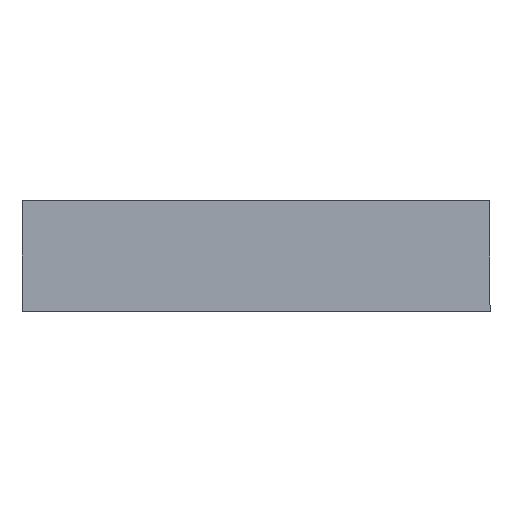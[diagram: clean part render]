
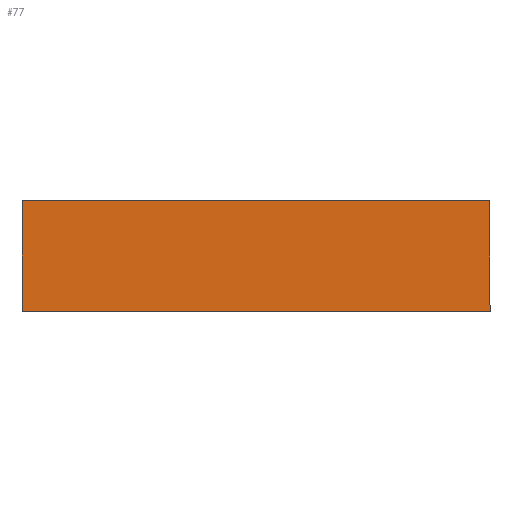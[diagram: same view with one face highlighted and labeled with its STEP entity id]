
A CAD part, left-side view. The second image highlights one B-rep face of the part: STEP entity #77.
In plain terms, the highlighted planar face has unit normal (-1, 0, 0).
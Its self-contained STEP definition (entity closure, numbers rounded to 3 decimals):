
#4 = DIRECTION ( 'NONE',  ( -1., 0., 0. ) ) ;
#14 = CARTESIAN_POINT ( 'NONE',  ( -425., 95., 22.5 ) ) ;
#16 = DIRECTION ( 'NONE',  ( 0., 1., 0. ) ) ;
#22 = DIRECTION ( 'NONE',  ( 0., 0., -1. ) ) ;
#27 = LINE ( 'NONE', #299, #275 ) ;
#28 = AXIS2_PLACEMENT_3D ( 'NONE', #332, #4, #205 ) ;
#35 = EDGE_CURVE ( 'NONE', #244, #178, #312, .T. ) ;
#40 = EDGE_LOOP ( 'NONE', ( #379, #246, #67, #148 ) ) ;
#53 = PLANE ( 'NONE',  #28 ) ;
#62 = EDGE_CURVE ( 'NONE', #251, #244, #165, .T. ) ;
#63 = FACE_OUTER_BOUND ( 'NONE', #40, .T. ) ;
#67 = ORIENTED_EDGE ( 'NONE', *, *, #135, .T. ) ;
#77 = ADVANCED_FACE ( 'NONE', ( #63 ), #53, .T. ) ;
#105 = EDGE_CURVE ( 'NONE', #178, #120, #147, .T. ) ;
#120 = VERTEX_POINT ( 'NONE', #321 ) ;
#121 = VECTOR ( 'NONE', #22, 1000. ) ;
#126 = CARTESIAN_POINT ( 'NONE',  ( -425., -95., 22.5 ) ) ;
#135 = EDGE_CURVE ( 'NONE', #120, #251, #27, .T. ) ;
#140 = DIRECTION ( 'NONE',  ( 0., 0., 1. ) ) ;
#147 = LINE ( 'NONE', #272, #337 ) ;
#148 = ORIENTED_EDGE ( 'NONE', *, *, #62, .T. ) ;
#155 = CARTESIAN_POINT ( 'NONE',  ( -425., 95., -22.5 ) ) ;
#165 = LINE ( 'NONE', #318, #173 ) ;
#173 = VECTOR ( 'NONE', #16, 1000. ) ;
#175 = CARTESIAN_POINT ( 'NONE',  ( -425., 95., -22.5 ) ) ;
#178 = VERTEX_POINT ( 'NONE', #175 ) ;
#205 = DIRECTION ( 'NONE',  ( 0., -1., 0. ) ) ;
#244 = VERTEX_POINT ( 'NONE', #14 ) ;
#246 = ORIENTED_EDGE ( 'NONE', *, *, #105, .T. ) ;
#251 = VERTEX_POINT ( 'NONE', #126 ) ;
#272 = CARTESIAN_POINT ( 'NONE',  ( -425., -95., -22.5 ) ) ;
#275 = VECTOR ( 'NONE', #140, 1000. ) ;
#299 = CARTESIAN_POINT ( 'NONE',  ( -425., -95., -22.5 ) ) ;
#301 = DIRECTION ( 'NONE',  ( 0., -1., 0. ) ) ;
#312 = LINE ( 'NONE', #155, #121 ) ;
#318 = CARTESIAN_POINT ( 'NONE',  ( -425., -95., 22.5 ) ) ;
#321 = CARTESIAN_POINT ( 'NONE',  ( -425., -95., -22.5 ) ) ;
#332 = CARTESIAN_POINT ( 'NONE',  ( -425., 0., 0. ) ) ;
#337 = VECTOR ( 'NONE', #301, 1000. ) ;
#379 = ORIENTED_EDGE ( 'NONE', *, *, #35, .T. ) ;
